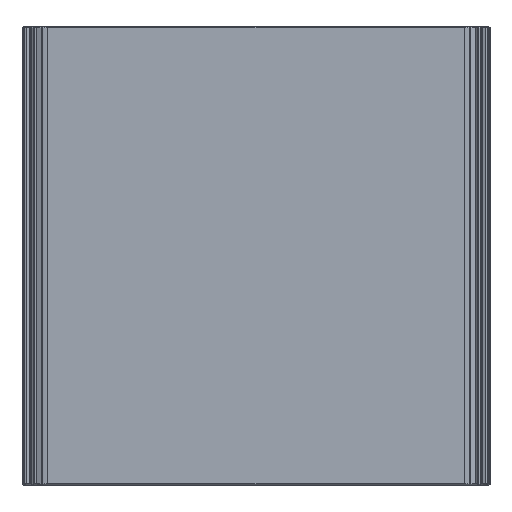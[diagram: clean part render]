
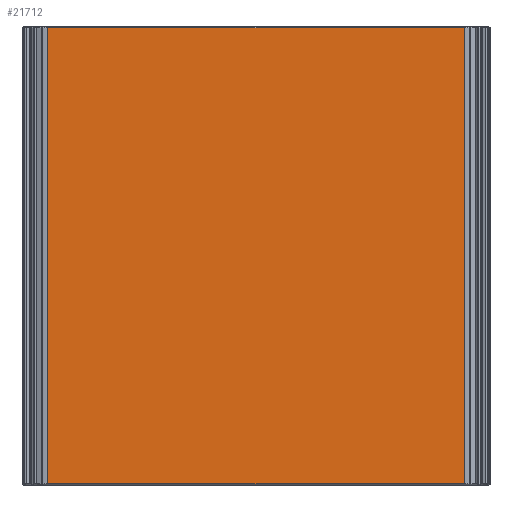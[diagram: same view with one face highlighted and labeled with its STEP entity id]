
A CAD part, top view. The second image highlights one B-rep face of the part: STEP entity #21712.
In plain terms, the highlighted planar face has unit normal (0, 0, 1).
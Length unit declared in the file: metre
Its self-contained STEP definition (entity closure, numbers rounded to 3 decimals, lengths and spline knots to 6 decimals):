
#2169=LINE('',#37877,#4401);
#2171=LINE('',#37886,#4403);
#2172=LINE('',#37889,#4404);
#2173=LINE('',#37890,#4405);
#4401=VECTOR('',#28234,1.);
#4403=VECTOR('',#28242,1.);
#4404=VECTOR('',#28243,1.);
#4405=VECTOR('',#28244,1.);
#5440=PLANE('',#23530);
#9796=ORIENTED_EDGE('',*,*,#14536,.F.);
#9797=ORIENTED_EDGE('',*,*,#14537,.T.);
#9798=ORIENTED_EDGE('',*,*,#14532,.T.);
#9799=ORIENTED_EDGE('',*,*,#14538,.T.);
#14532=EDGE_CURVE('',#17082,#17083,#2169,.T.);
#14536=EDGE_CURVE('',#17086,#17087,#2171,.T.);
#14537=EDGE_CURVE('',#17086,#17082,#2172,.T.);
#14538=EDGE_CURVE('',#17083,#17087,#2173,.T.);
#17082=VERTEX_POINT('',#37878);
#17083=VERTEX_POINT('',#37879);
#17086=VERTEX_POINT('',#37887);
#17087=VERTEX_POINT('',#37888);
#18750=EDGE_LOOP('',(#9796,#9797,#9798,#9799));
#20174=FACE_BOUND('',#18750,.T.);
#21712=ADVANCED_FACE('',(#20174),#5440,.F.);
#23530=AXIS2_PLACEMENT_3D('',#37885,#28240,#28241);
#28234=DIRECTION('',(0.,1.,0.));
#28240=DIRECTION('',(0.,0.,-1.));
#28241=DIRECTION('',(-1.,0.,0.));
#28242=DIRECTION('',(0.,1.,0.));
#28243=DIRECTION('',(1.,0.,0.));
#28244=DIRECTION('',(-1.,0.,0.));
#37877=CARTESIAN_POINT('',(0.0365,-0.0803,0.011975));
#37878=CARTESIAN_POINT('',(0.0365,-0.0801,0.011975));
#37879=CARTESIAN_POINT('',(0.0365,-0.0002,0.011975));
#37885=CARTESIAN_POINT('',(0.01825,-0.0803,0.011975));
#37886=CARTESIAN_POINT('',(-0.0365,-0.0803,0.011975));
#37887=CARTESIAN_POINT('',(-0.0365,-0.0801,0.011975));
#37888=CARTESIAN_POINT('',(-0.0365,-0.0002,0.011975));
#37889=CARTESIAN_POINT('',(0.0365,-0.0801,0.011975));
#37890=CARTESIAN_POINT('',(0.01825,-0.0002,0.011975));
